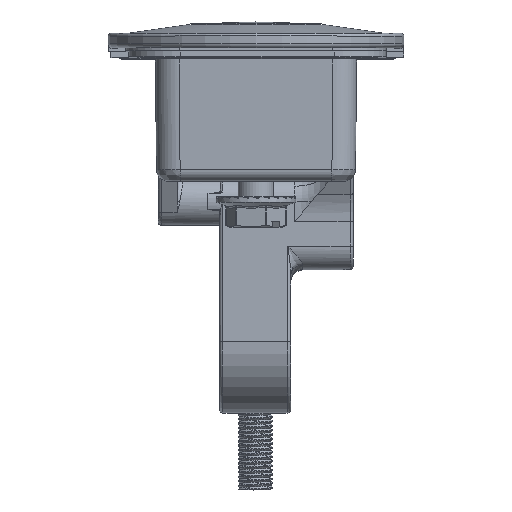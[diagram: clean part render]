
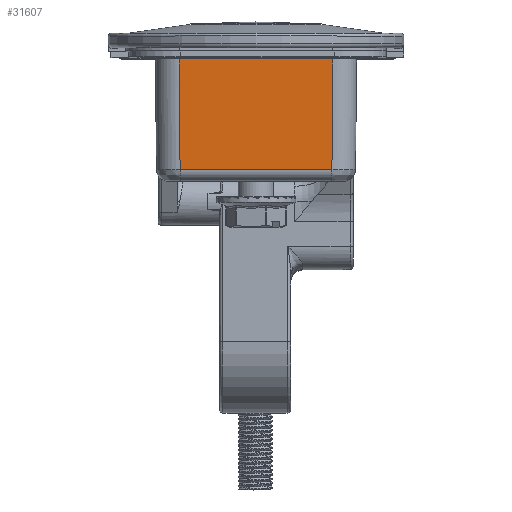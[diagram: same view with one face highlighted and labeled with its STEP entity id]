
A CAD part, top view. The second image highlights one B-rep face of the part: STEP entity #31607.
In plain terms, the highlighted planar face has unit normal (0, -0.035, 0.999).
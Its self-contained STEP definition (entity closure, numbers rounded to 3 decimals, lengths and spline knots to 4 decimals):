
#3665=FACE_OUTER_BOUND('',#5481,.T.);
#5481=EDGE_LOOP('',(#20376,#20377,#20378,#20379));
#7327=LINE('',#45372,#9658);
#7478=LINE('',#46954,#9809);
#7589=LINE('',#47759,#9920);
#7590=LINE('',#47761,#9921);
#9658=VECTOR('',#36462,1.0237);
#9809=VECTOR('',#36865,0.7907);
#9920=VECTOR('',#37066,1.0099);
#9921=VECTOR('',#37069,0.7907);
#12022=VERTEX_POINT('',#45369);
#12023=VERTEX_POINT('',#45371);
#12147=VERTEX_POINT('',#46943);
#12282=VERTEX_POINT('',#47746);
#15032=EDGE_CURVE('',#12022,#12023,#7327,.T.);
#15245=EDGE_CURVE('',#12147,#12022,#7478,.T.);
#15399=EDGE_CURVE('',#12282,#12147,#7589,.T.);
#15400=EDGE_CURVE('',#12023,#12282,#7590,.T.);
#20376=ORIENTED_EDGE('',*,*,#15399,.F.);
#20377=ORIENTED_EDGE('',*,*,#15400,.F.);
#20378=ORIENTED_EDGE('',*,*,#15032,.F.);
#20379=ORIENTED_EDGE('',*,*,#15245,.F.);
#29042=PLANE('',#33532);
#31607=ADVANCED_FACE('',(#3665),#29042,.T.);
#33532=AXIS2_PLACEMENT_3D('',#47760,#37067,#37068);
#36462=DIRECTION('',(1.,0.,0.));
#36865=DIRECTION('',(-0.009,0.999,0.035));
#37066=DIRECTION('',(-1.,0.,0.));
#37067=DIRECTION('center_axis',(0.,-0.035,
0.999));
#37068=DIRECTION('ref_axis',(0.,0.999,0.035));
#37069=DIRECTION('',(-0.009,-0.999,-0.035));
#45369=CARTESIAN_POINT('',(-5.0631,0.9646,0.0566));
#45371=CARTESIAN_POINT('',(-4.0394,0.9646,0.0566));
#45372=CARTESIAN_POINT('',(-5.0631,0.9646,0.0566));
#46943=CARTESIAN_POINT('',(-5.0562,0.1744,0.029));
#46954=CARTESIAN_POINT('',(-5.0562,0.1744,0.029));
#47746=CARTESIAN_POINT('',(-4.0463,0.1744,0.029));
#47759=CARTESIAN_POINT('',(-4.0463,0.1744,0.029));
#47760=CARTESIAN_POINT('Origin',(-3.7888,0.9646,0.0566));
#47761=CARTESIAN_POINT('',(-4.0394,0.9646,0.0566));
